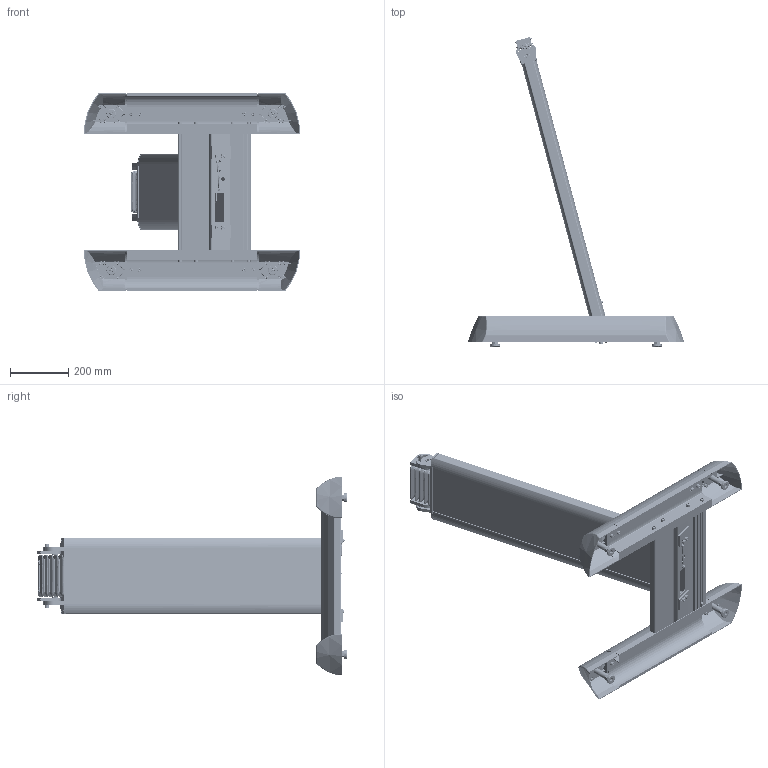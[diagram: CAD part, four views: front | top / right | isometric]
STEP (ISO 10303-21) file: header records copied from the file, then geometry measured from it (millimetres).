
FILE_DESCRIPTION (( 'STEP AP214' ), '1' );
FILE_NAME ('50010311.STEP', '2014-09-29T08:22:10', ( 'Schubert' ), ( 'Hewlett-Packard Company' ), 'SwSTEP 2.0', 'SolidWorks 2013', '' );
FILE_SCHEMA (( 'AUTOMOTIVE_DESIGN' ));
Length unit declared in the file: millimetre
Products named in the file (44): 95520; 93257; 83037; 83034; 11170_975mm Moterm fest; 93027; 12071_mit Bearbeitung; 93202; 75120; 12070_mit Bearbeitung; 93351; 93512; 11168_450mm mit Bearbeitung links; 56676; 97057_flexiebel; 11168_450mm mit Bearbeitung rechts ohne Taster; 94791; 98719_Darstellung; 93224; 90309; 11169_f〉 variable H派e; 94704_im eingebauten Zustand; 90310; 83011; 95449; 50010311; 93227; 56709; 93259; 40000013358; 93513; 97036; 93275; 97036-3; 95829; 97036-2; 94774; 97036-1; 94773; 97000 ...
Assembly tree (142 placements, depth 4):
  50010311
    11169_f〉 variable H派e
    11168_450mm mit Bearbeitung rechts ohne Taster
    11168_450mm mit Bearbeitung links
    12070_mit Bearbeitung  x2
    12071_mit Bearbeitung  x2
    11170_975mm Moterm fest
    83037  x17
    56324
      95520
    93017  x17
    56676
      94773  x2
      94774  x2
      95829  x2
      93275  x4
      93513  x2
      93259  x4
      93227  x2
      83011  x2
      94704_im eingebauten Zustand
      93224  x2
      94791
    93351  x20
    93202  x20
    93027  x4
    83034  x4
    93257  x4
    56709  x4
      97000
        94793-1-1
        94793-1-2
      97036
        97036-1
        97036-2
        97036-3
      40000013358
    95449  x2
    97057_flexiebel
      90310
      90309
      98719_Darstellung  x2
    93512
    75120
Bounding box: 745.93 x 1065.88 x 679.77 mm (x, y, z)
Volume: 6571975.8 mm3; surface area: 3616284.6 mm2
Topology: 151 solids, 151 shells, 8998 faces, 22221 edges, 13412 vertices
Faces by surface type: plane 3461, cylinder 2492, cone 1158, bspline 1088, torus 415, sphere 384
Entity records: 144636 total; most frequent: CARTESIAN_POINT 56157, ORIENTED_EDGE 17526, DIRECTION 15426, EDGE_CURVE 8763, AXIS2_PLACEMENT_3D 5851, VERTEX_POINT 5380, EDGE_LOOP 3889, VECTOR 3724
